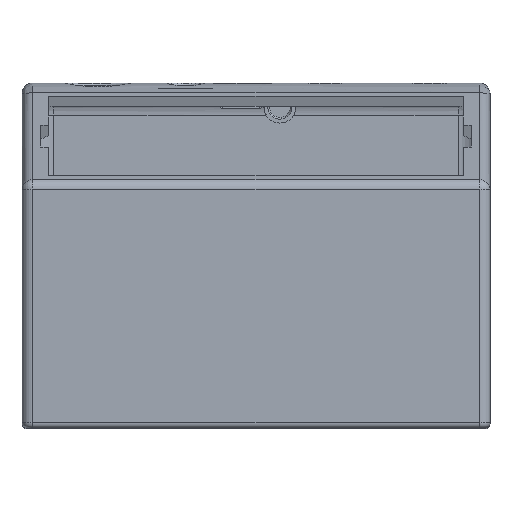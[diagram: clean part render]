
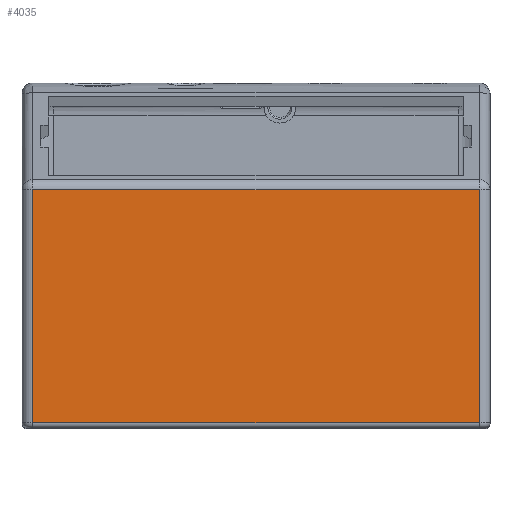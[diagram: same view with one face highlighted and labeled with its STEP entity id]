
A CAD part, top view. The second image highlights one B-rep face of the part: STEP entity #4035.
In plain terms, the highlighted planar face has unit normal (0, 0, 1).
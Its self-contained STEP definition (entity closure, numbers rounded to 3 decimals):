
#1203 = EDGE_CURVE('',#1204,#1206,#1208,.T.);
#1204 = VERTEX_POINT('',#1205);
#1205 = CARTESIAN_POINT('',(2.,1.,67.));
#1206 = VERTEX_POINT('',#1207);
#1207 = CARTESIAN_POINT('',(2.,44.87,67.));
#1208 = LINE('',#1209,#1210);
#1209 = CARTESIAN_POINT('',(2.,0.,67.));
#1210 = VECTOR('',#1211,1.);
#1211 = DIRECTION('',(0.,1.,0.));
#4035 = ADVANCED_FACE('',(#4036),#4061,.T.);
#4036 = FACE_BOUND('',#4037,.T.);
#4037 = EDGE_LOOP('',(#4038,#4039,#4047,#4055));
#4038 = ORIENTED_EDGE('',*,*,#1203,.F.);
#4039 = ORIENTED_EDGE('',*,*,#4040,.F.);
#4040 = EDGE_CURVE('',#4041,#1204,#4043,.T.);
#4041 = VERTEX_POINT('',#4042);
#4042 = CARTESIAN_POINT('',(86.,1.,67.));
#4043 = LINE('',#4044,#4045);
#4044 = CARTESIAN_POINT('',(86.,1.,67.));
#4045 = VECTOR('',#4046,1.);
#4046 = DIRECTION('',(-1.,0.,0.));
#4047 = ORIENTED_EDGE('',*,*,#4048,.T.);
#4048 = EDGE_CURVE('',#4041,#4049,#4051,.T.);
#4049 = VERTEX_POINT('',#4050);
#4050 = CARTESIAN_POINT('',(86.,44.87,67.));
#4051 = LINE('',#4052,#4053);
#4052 = CARTESIAN_POINT('',(86.,0.,67.));
#4053 = VECTOR('',#4054,1.);
#4054 = DIRECTION('',(0.,1.,0.));
#4055 = ORIENTED_EDGE('',*,*,#4056,.F.);
#4056 = EDGE_CURVE('',#1206,#4049,#4057,.T.);
#4057 = LINE('',#4058,#4059);
#4058 = CARTESIAN_POINT('',(0.,44.87,67.));
#4059 = VECTOR('',#4060,1.);
#4060 = DIRECTION('',(1.,0.,0.));
#4061 = PLANE('',#4062);
#4062 = AXIS2_PLACEMENT_3D('',#4063,#4064,#4065);
#4063 = CARTESIAN_POINT('',(0.,0.,67.)
  );
#4064 = DIRECTION('',(0.,0.,1.));
#4065 = DIRECTION('',(0.,1.,0.));
